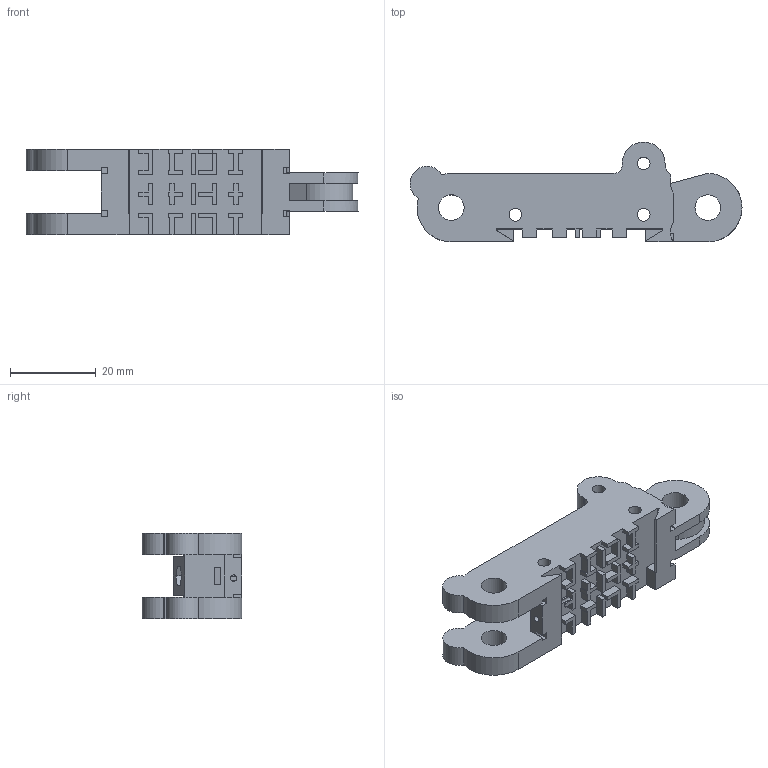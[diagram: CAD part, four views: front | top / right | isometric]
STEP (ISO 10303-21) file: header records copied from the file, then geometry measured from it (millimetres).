
FILE_DESCRIPTION(/* description */ (''),/* implementation_level */ '2;1');
FILE_NAME(/* name */ 'MainPhalange.stp',/* time_stamp */ '2020-05-08T18:59:10+12:00',/* author */ ('Ajay Yadiki'),/* organization */ (''),/* preprocessor_version */ 'ST-DEVELOPER v18',/* originating_system */ 'Autodesk Inventor 2020',/* authorisation */ '');
FILE_SCHEMA (('AUTOMOTIVE_DESIGN { 1 0 10303 214 3 1 1 }'));
Length unit declared in the file: millimetre
Products named in the file (1): MainPhalange
Bounding box: 77.66 x 23.34 x 20 mm (x, y, z)
Volume: 11323.6 mm3; surface area: 8367.5 mm2
Topology: 1 solids, 1 shells, 230 faces, 666 edges, 441 vertices
Faces by surface type: plane 193, cylinder 37
Full cylindrical faces by diameter (mm): 1.5 x2, 3 x6, 6 x3
Entity records: 7588 total; most frequent: CARTESIAN_POINT 1351, ORIENTED_EDGE 1332, DIRECTION 1215, EDGE_CURVE 666, LINE 577, VECTOR 577, VERTEX_POINT 441, AXIS2_PLACEMENT_3D 319
